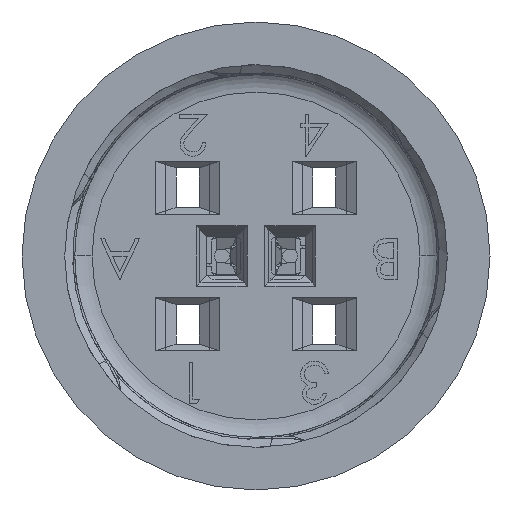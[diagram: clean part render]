
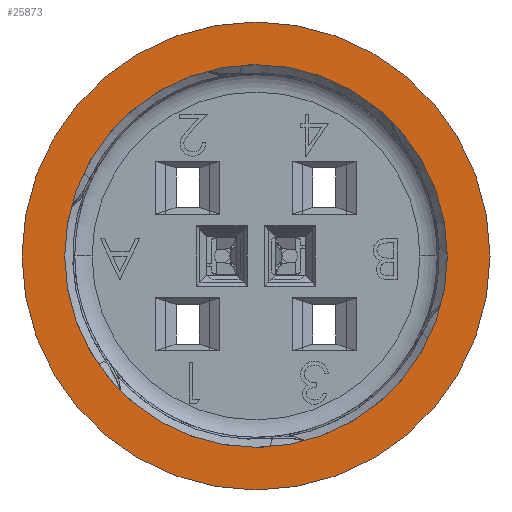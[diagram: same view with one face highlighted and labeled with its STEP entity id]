
A CAD part, left-side view. The second image highlights one B-rep face of the part: STEP entity #25873.
In plain terms, the highlighted face is planar.
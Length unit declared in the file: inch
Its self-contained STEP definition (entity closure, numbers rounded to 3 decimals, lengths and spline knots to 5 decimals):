
#1131 = CARTESIAN_POINT ( 'NONE',  ( 0., 0., 0. ) ) ;
#2234 = VERTEX_POINT ( 'NONE', #37302 ) ;
#3587 = EDGE_LOOP ( 'NONE', ( #31856, #28401 ) ) ;
#3939 = CARTESIAN_POINT ( 'NONE',  ( 0., 0., 0. ) ) ;
#3985 = EDGE_CURVE ( 'NONE', #14422, #8088, #33509, .T. ) ;
#4787 = AXIS2_PLACEMENT_3D ( 'NONE', #1131, #7058, #28489 ) ;
#5028 = CIRCLE ( 'NONE', #4787, 0.3425 ) ;
#5147 = ORIENTED_EDGE ( 'NONE', *, *, #24109, .T. ) ;
#6079 = CIRCLE ( 'NONE', #7488, 0.28 ) ;
#7058 = DIRECTION ( 'NONE',  ( 0., 0., -1. ) ) ;
#7488 = AXIS2_PLACEMENT_3D ( 'NONE', #25107, #28165, #39114 ) ;
#8088 = VERTEX_POINT ( 'NONE', #39397 ) ;
#9956 = EDGE_CURVE ( 'NONE', #8088, #14422, #5028, .T. ) ;
#10366 = ORIENTED_EDGE ( 'NONE', *, *, #24108, .T. ) ;
#11638 = FACE_OUTER_BOUND ( 'NONE', #3587, .T. ) ;
#14080 = CARTESIAN_POINT ( 'NONE',  ( 0.28, 0., 0. ) ) ;
#14422 = VERTEX_POINT ( 'NONE', #29093 ) ;
#21369 = VERTEX_POINT ( 'NONE', #14080 ) ;
#21745 = AXIS2_PLACEMENT_3D ( 'NONE', #25675, #34841, #32461 ) ;
#22604 = FACE_BOUND ( 'NONE', #28784, .T. ) ;
#24108 = EDGE_CURVE ( 'NONE', #21369, #2234, #6079, .T. ) ;
#24109 = EDGE_CURVE ( 'NONE', #2234, #21369, #31786, .T. ) ;
#25107 = CARTESIAN_POINT ( 'NONE',  ( 0., 0., 0. ) ) ;
#25675 = CARTESIAN_POINT ( 'NONE',  ( 0., 0., 0. ) ) ;
#25873 = ADVANCED_FACE ( 'NONE', ( #22604, #11638 ), #35021, .T. ) ;
#27444 = AXIS2_PLACEMENT_3D ( 'NONE', #34751, #31823, #35153 ) ;
#28165 = DIRECTION ( 'NONE',  ( 0., 0., -1. ) ) ;
#28401 = ORIENTED_EDGE ( 'NONE', *, *, #3985, .F. ) ;
#28489 = DIRECTION ( 'NONE',  ( -1., 0., 0. ) ) ;
#28631 = DIRECTION ( 'NONE',  ( 0., 0., -1. ) ) ;
#28784 = EDGE_LOOP ( 'NONE', ( #5147, #10366 ) ) ;
#29093 = CARTESIAN_POINT ( 'NONE',  ( 0.3425, 0., 0. ) ) ;
#31786 = CIRCLE ( 'NONE', #21745, 0.28 ) ;
#31823 = DIRECTION ( 'NONE',  ( 0., 0., 1. ) ) ;
#31856 = ORIENTED_EDGE ( 'NONE', *, *, #9956, .F. ) ;
#32461 = DIRECTION ( 'NONE',  ( -1., 0., 0. ) ) ;
#33509 = CIRCLE ( 'NONE', #37998, 0.3425 ) ;
#34751 = CARTESIAN_POINT ( 'NONE',  ( 0., 0., 0. ) ) ;
#34841 = DIRECTION ( 'NONE',  ( 0., 0., -1. ) ) ;
#35021 = PLANE ( 'NONE',  #27444 ) ;
#35153 = DIRECTION ( 'NONE',  ( 1., 0., 0. ) ) ;
#37302 = CARTESIAN_POINT ( 'NONE',  ( -0.28, 0., 0. ) ) ;
#37530 = DIRECTION ( 'NONE',  ( -1., 0., 0. ) ) ;
#37998 = AXIS2_PLACEMENT_3D ( 'NONE', #3939, #28631, #37530 ) ;
#39114 = DIRECTION ( 'NONE',  ( -1., 0., 0. ) ) ;
#39397 = CARTESIAN_POINT ( 'NONE',  ( -0.3425, 0., 0. ) ) ;
